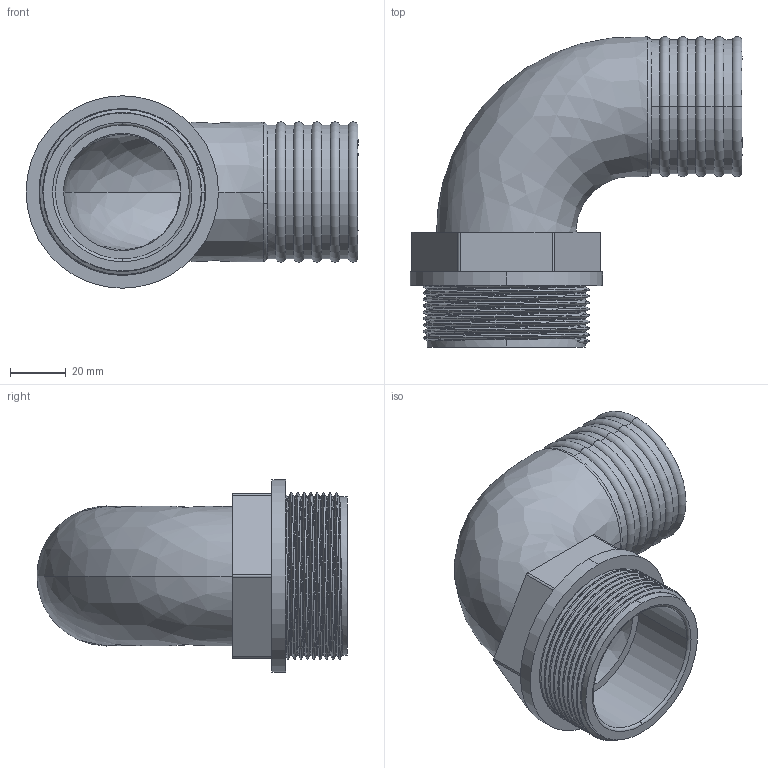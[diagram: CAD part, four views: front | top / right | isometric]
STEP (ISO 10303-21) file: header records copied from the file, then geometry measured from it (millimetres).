
FILE_DESCRIPTION (( 'STEP AP203' ), '1' );
FILE_NAME ('00131_1550.STEP', '2017-05-10T13:15:37', ( '' ), ( '' ), 'SwSTEP 2.0', 'SolidWorks 2011', '' );
FILE_SCHEMA (( 'CONFIG_CONTROL_DESIGN' ));
Length unit declared in the file: millimetre
Products named in the file (1): 00131_1550
Bounding box: 119 x 111.29 x 69 mm (x, y, z)
Volume: 111806.1 mm3; surface area: 53315.6 mm2
Topology: 1 solids, 1 shells, 80 faces, 201 edges, 127 vertices
Faces by surface type: cylinder 38, torus 15, bspline 13, plane 12, cone 2
Entity records: 9812 total; most frequent: CARTESIAN_POINT 7972, ORIENTED_EDGE 402, DIRECTION 344, EDGE_CURVE 201, AXIS2_PLACEMENT_3D 143, VERTEX_POINT 127, EDGE_LOOP 86, FACE_OUTER_BOUND 80
